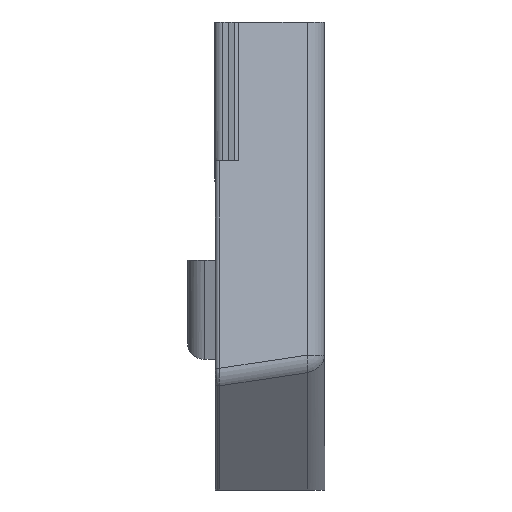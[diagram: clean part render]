
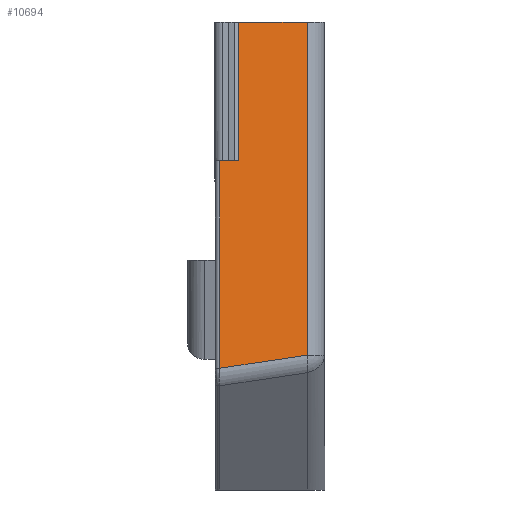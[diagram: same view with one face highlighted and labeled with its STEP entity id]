
A CAD part, left-side view. The second image highlights one B-rep face of the part: STEP entity #10694.
In plain terms, the highlighted planar face has unit normal (-0.94, -0.342, 0).
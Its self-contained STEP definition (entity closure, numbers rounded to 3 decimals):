
#4137 = PLANE('',#4138);
#4138 = AXIS2_PLACEMENT_3D('',#4139,#4140,#4141);
#4139 = CARTESIAN_POINT('',(-47.5,-1.5,-42.));
#4140 = DIRECTION('',(-0.,-0.,-1.));
#4141 = DIRECTION('',(-1.,0.,0.));
#4164 = CYLINDRICAL_SURFACE('',#4165,1.);
#4165 = AXIS2_PLACEMENT_3D('',#4166,#4167,#4168);
#4166 = CARTESIAN_POINT('',(-90.072,-1.5,0.));
#4167 = DIRECTION('',(0.,0.,-1.));
#4168 = DIRECTION('',(0.,1.,0.));
#4487 = PLANE('',#4488);
#4488 = AXIS2_PLACEMENT_3D('',#4489,#4490,#4491);
#4489 = CARTESIAN_POINT('',(-73.125,-22.879,
    0.));
#4490 = DIRECTION('',(0.,0.,1.));
#4491 = DIRECTION('',(0.,1.,0.));
#4515 = CYLINDRICAL_SURFACE('',#4516,8.);
#4516 = AXIS2_PLACEMENT_3D('',#4517,#4518,#4519);
#4517 = CARTESIAN_POINT('',(-73.887,-25.5,0.));
#4518 = DIRECTION('',(0.,0.,-1.));
#4519 = DIRECTION('',(-0.94,-0.342,0.
    ));
#4853 = CYLINDRICAL_SURFACE('',#4854,8.);
#4854 = AXIS2_PLACEMENT_3D('',#4855,#4856,#4857);
#4855 = CARTESIAN_POINT('',(-84.13,2.643,
    -104.947));
#4856 = DIRECTION('',(0.339,-0.93,0.14));
#4857 = DIRECTION('',(-0.94,-0.342,0.
    ));
#7383 = VERTEX_POINT('',#7384);
#7384 = CARTESIAN_POINT('',(-91.012,-1.842,
    -104.684));
#7625 = VERTEX_POINT('',#7626);
#7626 = CARTESIAN_POINT('',(-91.012,-1.842,-42.));
#7648 = EDGE_CURVE('',#7625,#7383,#7649,.T.);
#7649 = SURFACE_CURVE('',#7650,(#7654,#7661),.PCURVE_S1.);
#7650 = LINE('',#7651,#7652);
#7651 = CARTESIAN_POINT('',(-91.012,-1.842,
    0.));
#7652 = VECTOR('',#7653,1.);
#7653 = DIRECTION('',(0.,0.,-1.));
#7654 = PCURVE('',#4164,#7655);
#7655 = DEFINITIONAL_REPRESENTATION('',(#7656),#7660);
#7656 = LINE('',#7657,#7658);
#7657 = CARTESIAN_POINT('',(-1.92,0.));
#7658 = VECTOR('',#7659,1.);
#7659 = DIRECTION('',(-0.,1.));
#7660 = ( GEOMETRIC_REPRESENTATION_CONTEXT(2) 
PARAMETRIC_REPRESENTATION_CONTEXT() REPRESENTATION_CONTEXT('2D SPACE',''
  ) );
#7661 = PCURVE('',#7662,#7667);
#7662 = PLANE('',#7663);
#7663 = AXIS2_PLACEMENT_3D('',#7664,#7665,#7666);
#7664 = CARTESIAN_POINT('',(-91.5,-0.5,0.));
#7665 = DIRECTION('',(-0.94,-0.342,0.
    ));
#7666 = DIRECTION('',(0.,0.,1.));
#7667 = DEFINITIONAL_REPRESENTATION('',(#7668),#7672);
#7668 = LINE('',#7669,#7670);
#7669 = CARTESIAN_POINT('',(0.,-1.428));
#7670 = VECTOR('',#7671,1.);
#7671 = DIRECTION('',(-1.,0.));
#7672 = ( GEOMETRIC_REPRESENTATION_CONTEXT(2) 
PARAMETRIC_REPRESENTATION_CONTEXT() REPRESENTATION_CONTEXT('2D SPACE',''
  ) );
#7707 = VERTEX_POINT('',#7708);
#7708 = CARTESIAN_POINT('',(-88.952,-7.5,-42.));
#7722 = PLANE('',#7723);
#7723 = AXIS2_PLACEMENT_3D('',#7724,#7725,#7726);
#7724 = CARTESIAN_POINT('',(0.,-7.5,0.));
#7725 = DIRECTION('',(0.,1.,0.));
#7726 = DIRECTION('',(-1.,0.,0.));
#7734 = EDGE_CURVE('',#7707,#7625,#7735,.T.);
#7735 = SURFACE_CURVE('',#7736,(#7740,#7746),.PCURVE_S1.);
#7736 = LINE('',#7737,#7738);
#7737 = CARTESIAN_POINT('',(-88.766,-8.012,-42.));
#7738 = VECTOR('',#7739,1.);
#7739 = DIRECTION('',(-0.342,0.94,0.));
#7740 = PCURVE('',#4137,#7741);
#7741 = DEFINITIONAL_REPRESENTATION('',(#7742),#7745);
#7742 = B_SPLINE_CURVE_WITH_KNOTS('',1,(#7743,#7744),.UNSPECIFIED.,.F.,
  .F.,(2,2),(-0.732,9.375),.PIECEWISE_BEZIER_KNOTS.);
#7743 = CARTESIAN_POINT('',(41.015,-7.2));
#7744 = CARTESIAN_POINT('',(44.472,2.297));
#7745 = ( GEOMETRIC_REPRESENTATION_CONTEXT(2) 
PARAMETRIC_REPRESENTATION_CONTEXT() REPRESENTATION_CONTEXT('2D SPACE',''
  ) );
#7746 = PCURVE('',#7662,#7747);
#7747 = DEFINITIONAL_REPRESENTATION('',(#7748),#7751);
#7748 = B_SPLINE_CURVE_WITH_KNOTS('',1,(#7749,#7750),.UNSPECIFIED.,.F.,
  .F.,(2,2),(-0.732,9.375),.PIECEWISE_BEZIER_KNOTS.);
#7749 = CARTESIAN_POINT('',(-42.,-8.726));
#7750 = CARTESIAN_POINT('',(-42.,1.381));
#7751 = ( GEOMETRIC_REPRESENTATION_CONTEXT(2) 
PARAMETRIC_REPRESENTATION_CONTEXT() REPRESENTATION_CONTEXT('2D SPACE',''
  ) );
#8366 = VERTEX_POINT('',#8367);
#8367 = CARTESIAN_POINT('',(-81.405,-28.236,
    0.));
#8391 = VERTEX_POINT('',#8392);
#8392 = CARTESIAN_POINT('',(-81.405,-28.236,
    -100.705));
#8414 = EDGE_CURVE('',#8366,#8391,#8415,.T.);
#8415 = SURFACE_CURVE('',#8416,(#8420,#8427),.PCURVE_S1.);
#8416 = LINE('',#8417,#8418);
#8417 = CARTESIAN_POINT('',(-81.405,-28.236,
    0.));
#8418 = VECTOR('',#8419,1.);
#8419 = DIRECTION('',(0.,0.,-1.));
#8420 = PCURVE('',#4515,#8421);
#8421 = DEFINITIONAL_REPRESENTATION('',(#8422),#8426);
#8422 = LINE('',#8423,#8424);
#8423 = CARTESIAN_POINT('',(-0.,0.));
#8424 = VECTOR('',#8425,1.);
#8425 = DIRECTION('',(-0.,1.));
#8426 = ( GEOMETRIC_REPRESENTATION_CONTEXT(2) 
PARAMETRIC_REPRESENTATION_CONTEXT() REPRESENTATION_CONTEXT('2D SPACE',''
  ) );
#8427 = PCURVE('',#7662,#8428);
#8428 = DEFINITIONAL_REPRESENTATION('',(#8429),#8433);
#8429 = LINE('',#8430,#8431);
#8430 = CARTESIAN_POINT('',(0.,-29.516));
#8431 = VECTOR('',#8432,1.);
#8432 = DIRECTION('',(-1.,0.));
#8433 = ( GEOMETRIC_REPRESENTATION_CONTEXT(2) 
PARAMETRIC_REPRESENTATION_CONTEXT() REPRESENTATION_CONTEXT('2D SPACE',''
  ) );
#8687 = EDGE_CURVE('',#7383,#8391,#8688,.T.);
#8688 = SURFACE_CURVE('',#8689,(#8693,#8700),.PCURVE_S1.);
#8689 = LINE('',#8690,#8691);
#8690 = CARTESIAN_POINT('',(-91.648,-0.094,
    -104.947));
#8691 = VECTOR('',#8692,1.);
#8692 = DIRECTION('',(0.339,-0.93,0.14));
#8693 = PCURVE('',#4853,#8694);
#8694 = DEFINITIONAL_REPRESENTATION('',(#8695),#8699);
#8695 = LINE('',#8696,#8697);
#8696 = CARTESIAN_POINT('',(0.,0.));
#8697 = VECTOR('',#8698,1.);
#8698 = DIRECTION('',(0.,1.));
#8699 = ( GEOMETRIC_REPRESENTATION_CONTEXT(2) 
PARAMETRIC_REPRESENTATION_CONTEXT() REPRESENTATION_CONTEXT('2D SPACE',''
  ) );
#8700 = PCURVE('',#7662,#8701);
#8701 = DEFINITIONAL_REPRESENTATION('',(#8702),#8706);
#8702 = LINE('',#8703,#8704);
#8703 = CARTESIAN_POINT('',(-104.947,0.432));
#8704 = VECTOR('',#8705,1.);
#8705 = DIRECTION('',(0.14,-0.99));
#8706 = ( GEOMETRIC_REPRESENTATION_CONTEXT(2) 
PARAMETRIC_REPRESENTATION_CONTEXT() REPRESENTATION_CONTEXT('2D SPACE',''
  ) );
#10694 = ADVANCED_FACE('',(#10695),#7662,.T.);
#10695 = FACE_BOUND('',#10696,.F.);
#10696 = EDGE_LOOP('',(#10697,#10718,#10739,#10740,#10741,#10742));
#10697 = ORIENTED_EDGE('',*,*,#10698,.T.);
#10698 = EDGE_CURVE('',#7707,#10699,#10701,.T.);
#10699 = VERTEX_POINT('',#10700);
#10700 = CARTESIAN_POINT('',(-88.952,-7.5,0.));
#10701 = SURFACE_CURVE('',#10702,(#10706,#10712),.PCURVE_S1.);
#10702 = LINE('',#10703,#10704);
#10703 = CARTESIAN_POINT('',(-88.952,-7.5,0.));
#10704 = VECTOR('',#10705,1.);
#10705 = DIRECTION('',(0.,0.,1.));
#10706 = PCURVE('',#7662,#10707);
#10707 = DEFINITIONAL_REPRESENTATION('',(#10708),#10711);
#10708 = B_SPLINE_CURVE_WITH_KNOTS('',1,(#10709,#10710),.UNSPECIFIED.,
  .F.,.F.,(2,2),(-46.2,4.2),.PIECEWISE_BEZIER_KNOTS.);
#10709 = CARTESIAN_POINT('',(-46.2,-7.449));
#10710 = CARTESIAN_POINT('',(4.2,-7.449));
#10711 = ( GEOMETRIC_REPRESENTATION_CONTEXT(2) 
PARAMETRIC_REPRESENTATION_CONTEXT() REPRESENTATION_CONTEXT('2D SPACE',''
  ) );
#10712 = PCURVE('',#7722,#10713);
#10713 = DEFINITIONAL_REPRESENTATION('',(#10714),#10717);
#10714 = B_SPLINE_CURVE_WITH_KNOTS('',1,(#10715,#10716),.UNSPECIFIED.,
  .F.,.F.,(2,2),(-46.2,4.2),.PIECEWISE_BEZIER_KNOTS.);
#10715 = CARTESIAN_POINT('',(88.952,-46.2));
#10716 = CARTESIAN_POINT('',(88.952,4.2));
#10717 = ( GEOMETRIC_REPRESENTATION_CONTEXT(2) 
PARAMETRIC_REPRESENTATION_CONTEXT() REPRESENTATION_CONTEXT('2D SPACE',''
  ) );
#10718 = ORIENTED_EDGE('',*,*,#10719,.T.);
#10719 = EDGE_CURVE('',#10699,#8366,#10720,.T.);
#10720 = SURFACE_CURVE('',#10721,(#10725,#10732),.PCURVE_S1.);
#10721 = LINE('',#10722,#10723);
#10722 = CARTESIAN_POINT('',(-86.148,-15.204,
    0.));
#10723 = VECTOR('',#10724,1.);
#10724 = DIRECTION('',(0.342,-0.94,0.
    ));
#10725 = PCURVE('',#7662,#10726);
#10726 = DEFINITIONAL_REPRESENTATION('',(#10727),#10731);
#10727 = LINE('',#10728,#10729);
#10728 = CARTESIAN_POINT('',(0.,-15.647));
#10729 = VECTOR('',#10730,1.);
#10730 = DIRECTION('',(0.,-1.));
#10731 = ( GEOMETRIC_REPRESENTATION_CONTEXT(2) 
PARAMETRIC_REPRESENTATION_CONTEXT() REPRESENTATION_CONTEXT('2D SPACE',''
  ) );
#10732 = PCURVE('',#4487,#10733);
#10733 = DEFINITIONAL_REPRESENTATION('',(#10734),#10738);
#10734 = LINE('',#10735,#10736);
#10735 = CARTESIAN_POINT('',(7.675,13.023));
#10736 = VECTOR('',#10737,1.);
#10737 = DIRECTION('',(-0.94,-0.342));
#10738 = ( GEOMETRIC_REPRESENTATION_CONTEXT(2) 
PARAMETRIC_REPRESENTATION_CONTEXT() REPRESENTATION_CONTEXT('2D SPACE',''
  ) );
#10739 = ORIENTED_EDGE('',*,*,#8414,.T.);
#10740 = ORIENTED_EDGE('',*,*,#8687,.F.);
#10741 = ORIENTED_EDGE('',*,*,#7648,.F.);
#10742 = ORIENTED_EDGE('',*,*,#7734,.F.);
